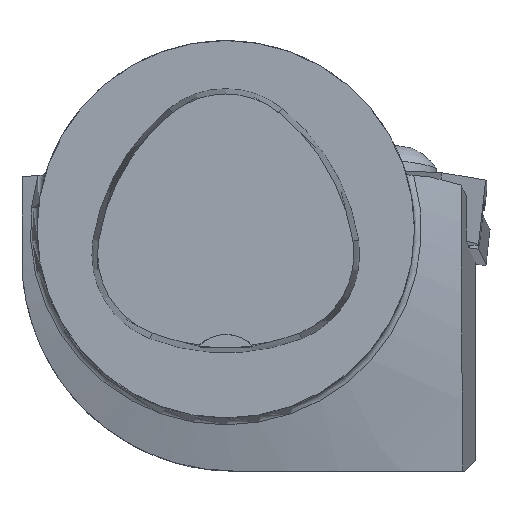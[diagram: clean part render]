
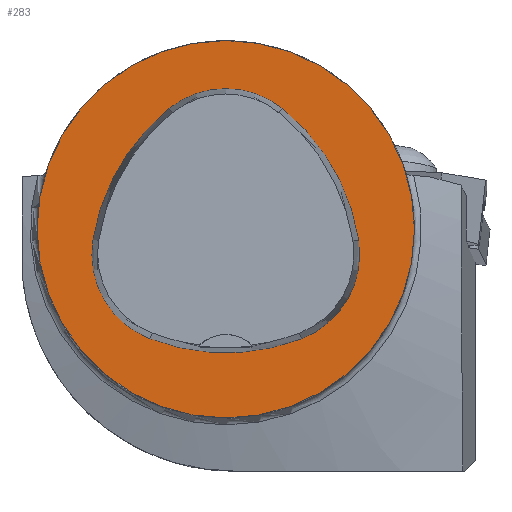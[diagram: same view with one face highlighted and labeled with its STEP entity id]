
A CAD part, top view. The second image highlights one B-rep face of the part: STEP entity #283.
In plain terms, the highlighted planar face has unit normal (0, 0, 1).
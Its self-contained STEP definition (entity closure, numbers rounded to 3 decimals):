
#128=FACE_BOUND('',#575,.T.);
#129=FACE_BOUND('',#576,.T.);
#204=CIRCLE('',#2173,25.);
#206=CIRCLE('',#2182,28.);
#208=CIRCLE('',#2185,12.);
#210=CIRCLE('',#2188,28.);
#212=CIRCLE('',#2191,12.);
#215=CIRCLE('',#2195,28.);
#218=CIRCLE('',#2199,12.);
#283=ADVANCED_FACE('',(#128,#129),#386,.T.);
#386=PLANE('',#2204);
#575=EDGE_LOOP('',(#899,#900,#901,#902,#903,#904));
#576=EDGE_LOOP('',(#905));
#899=ORIENTED_EDGE('',*,*,#1610,.F.);
#900=ORIENTED_EDGE('',*,*,#1605,.F.);
#901=ORIENTED_EDGE('',*,*,#1600,.F.);
#902=ORIENTED_EDGE('',*,*,#1597,.F.);
#903=ORIENTED_EDGE('',*,*,#1594,.F.);
#904=ORIENTED_EDGE('',*,*,#1590,.F.);
#905=ORIENTED_EDGE('',*,*,#1579,.T.);
#1381=VERTEX_POINT('',#3254);
#1390=VERTEX_POINT('',#3276);
#1391=VERTEX_POINT('',#3277);
#1394=VERTEX_POINT('',#3285);
#1396=VERTEX_POINT('',#3291);
#1398=VERTEX_POINT('',#3297);
#1402=VERTEX_POINT('',#3310);
#1579=EDGE_CURVE('',#1381,#1381,#204,.T.);
#1590=EDGE_CURVE('',#1390,#1391,#206,.T.);
#1594=EDGE_CURVE('',#1391,#1394,#208,.T.);
#1597=EDGE_CURVE('',#1394,#1396,#210,.T.);
#1600=EDGE_CURVE('',#1396,#1398,#212,.T.);
#1605=EDGE_CURVE('',#1398,#1402,#215,.T.);
#1610=EDGE_CURVE('',#1402,#1390,#218,.T.);
#2173=AXIS2_PLACEMENT_3D('',#3253,#2476,#2477);
#2182=AXIS2_PLACEMENT_3D('',#3275,#2498,#2499);
#2185=AXIS2_PLACEMENT_3D('',#3284,#2506,#2507);
#2188=AXIS2_PLACEMENT_3D('',#3290,#2513,#2514);
#2191=AXIS2_PLACEMENT_3D('',#3296,#2520,#2521);
#2195=AXIS2_PLACEMENT_3D('',#3309,#2529,#2530);
#2199=AXIS2_PLACEMENT_3D('',#3322,#2538,#2539);
#2204=AXIS2_PLACEMENT_3D('',#3327,#2548,#2549);
#2476=DIRECTION('',(0.,0.,1.));
#2477=DIRECTION('',(1.,0.,0.));
#2498=DIRECTION('',(0.,0.,1.));
#2499=DIRECTION('',(1.,0.,0.));
#2506=DIRECTION('',(0.,0.,1.));
#2507=DIRECTION('',(1.,0.,0.));
#2513=DIRECTION('',(0.,0.,1.));
#2514=DIRECTION('',(1.,0.,0.));
#2520=DIRECTION('',(0.,0.,1.));
#2521=DIRECTION('',(1.,0.,0.));
#2529=DIRECTION('',(0.,0.,1.));
#2530=DIRECTION('',(1.,0.,0.));
#2538=DIRECTION('',(0.,0.,1.));
#2539=DIRECTION('',(1.,0.,0.));
#2548=DIRECTION('',(0.,0.,1.));
#2549=DIRECTION('',(-1.,0.,0.));
#3253=CARTESIAN_POINT('',(0.,0.,
0.));
#3254=CARTESIAN_POINT('',(25.,0.,0.));
#3275=CARTESIAN_POINT('',(-10.068,-5.824,0.));
#3276=CARTESIAN_POINT('',(17.584,-1.424,0.));
#3277=CARTESIAN_POINT('',(7.531,15.953,0.));
#3284=CARTESIAN_POINT('',(-0.011,6.62,0.));
#3285=CARTESIAN_POINT('',(-7.567,15.942,0.));
#3290=CARTESIAN_POINT('',(10.063,-5.81,0.));
#3291=CARTESIAN_POINT('',(-17.59,-1.418,0.));
#3296=CARTESIAN_POINT('',(-5.739,-3.3,0.));
#3297=CARTESIAN_POINT('',(-10.05,-14.499,0.));
#3309=CARTESIAN_POINT('',(0.01,11.631,0.));
#3310=CARTESIAN_POINT('',(10.025,-14.516,0.));
#3322=CARTESIAN_POINT('',(5.733,-3.31,0.));
#3327=CARTESIAN_POINT('',(0.,0.,
0.));
